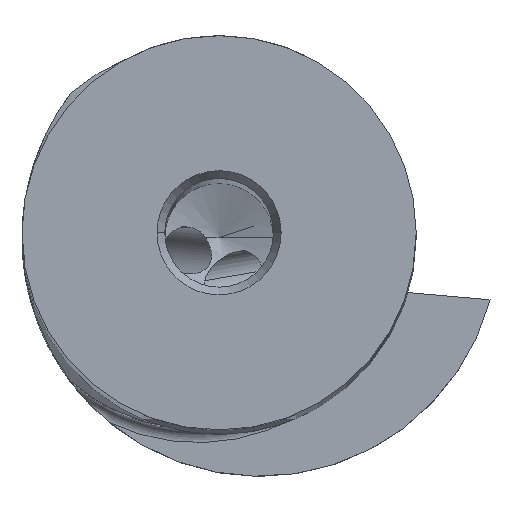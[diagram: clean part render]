
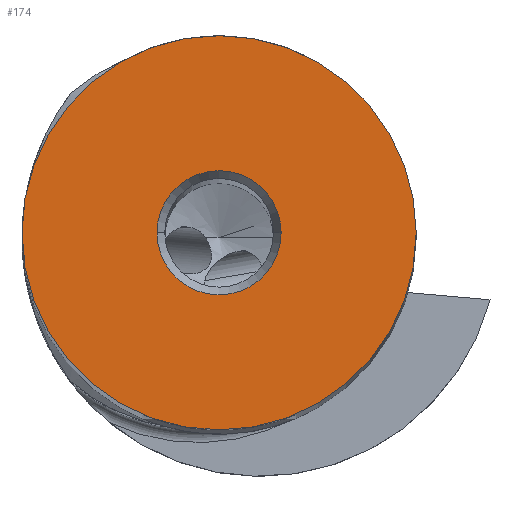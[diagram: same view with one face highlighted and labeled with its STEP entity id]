
A CAD part, top view. The second image highlights one B-rep face of the part: STEP entity #174.
In plain terms, the highlighted planar face has unit normal (0, 0, 1).
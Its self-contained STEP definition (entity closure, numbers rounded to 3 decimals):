
#68=FACE_BOUND('',#323,.T.);
#69=FACE_BOUND('',#324,.T.);
#81=PLANE('',#1346);
#174=ADVANCED_FACE('',(#68,#69),#81,.T.);
#323=EDGE_LOOP('',(#693,#694));
#324=EDGE_LOOP('',(#695,#696));
#693=ORIENTED_EDGE('',*,*,#1108,.F.);
#694=ORIENTED_EDGE('',*,*,#1115,.F.);
#695=ORIENTED_EDGE('',*,*,#1120,.F.);
#696=ORIENTED_EDGE('',*,*,#1121,.F.);
#960=VERTEX_POINT('',#2663);
#961=VERTEX_POINT('',#2664);
#970=VERTEX_POINT('',#2687);
#971=VERTEX_POINT('',#2688);
#1108=EDGE_CURVE('',#960,#961,#1233,.T.);
#1115=EDGE_CURVE('',#961,#960,#1234,.T.);
#1120=EDGE_CURVE('',#970,#971,#1235,.T.);
#1121=EDGE_CURVE('',#971,#970,#1236,.T.);
#1233=CIRCLE('',#1336,12.7);
#1234=CIRCLE('',#1340,12.7);
#1235=CIRCLE('',#1344,4.);
#1236=CIRCLE('',#1345,4.);
#1336=AXIS2_PLACEMENT_3D('',#2662,#1559,#1560);
#1340=AXIS2_PLACEMENT_3D('',#2676,#1571,#1572);
#1344=AXIS2_PLACEMENT_3D('',#2686,#1581,#1582);
#1345=AXIS2_PLACEMENT_3D('',#2689,#1583,#1584);
#1346=AXIS2_PLACEMENT_3D('',#2690,#1585,#1586);
#1559=DIRECTION('',(0.,0.,-1.));
#1560=DIRECTION('',(1.,0.,0.));
#1571=DIRECTION('',(0.,0.,-1.));
#1572=DIRECTION('',(-1.,0.,0.));
#1581=DIRECTION('',(0.,0.,1.));
#1582=DIRECTION('',(1.,0.,0.));
#1583=DIRECTION('',(0.,0.,1.));
#1584=DIRECTION('',(-1.,0.,0.));
#1585=DIRECTION('',(0.,0.,1.));
#1586=DIRECTION('',(-1.,0.,0.));
#2662=CARTESIAN_POINT('',(0.,0.,0.));
#2663=CARTESIAN_POINT('',(12.7,0.,0.));
#2664=CARTESIAN_POINT('',(-12.7,0.,0.));
#2676=CARTESIAN_POINT('',(0.,0.,0.));
#2686=CARTESIAN_POINT('',(0.,0.,0.));
#2687=CARTESIAN_POINT('',(4.,0.,0.));
#2688=CARTESIAN_POINT('',(-4.,0.,0.));
#2689=CARTESIAN_POINT('',(0.,0.,0.));
#2690=CARTESIAN_POINT('',(0.,0.,0.));
